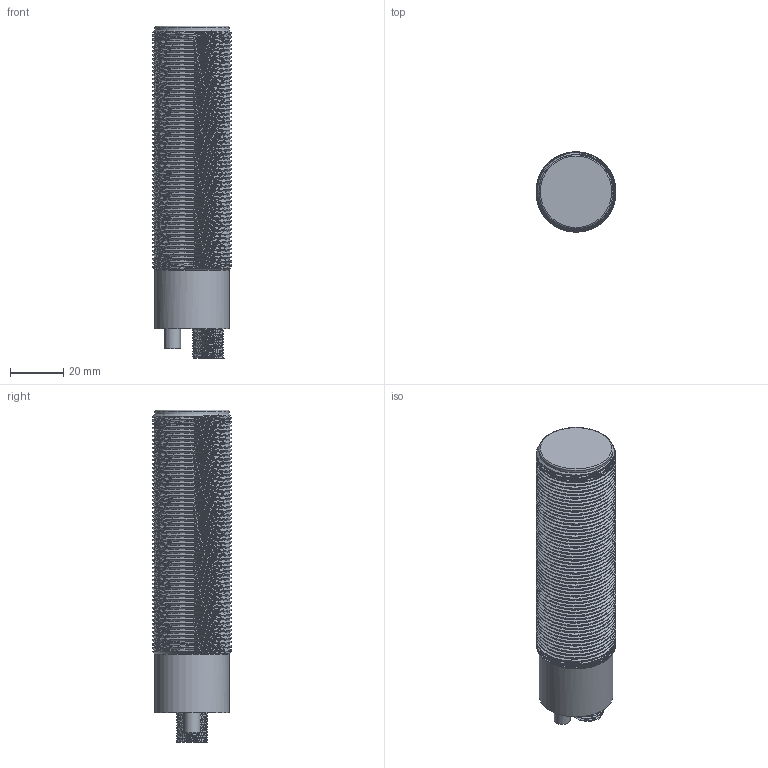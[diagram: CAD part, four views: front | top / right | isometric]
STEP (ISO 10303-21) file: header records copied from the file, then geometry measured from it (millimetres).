
FILE_DESCRIPTION(/* description */ (''),/* implementation_level */ '2;1');
FILE_NAME(/* name */ 'UM30-X.stp',/* time_stamp */ '2022-04-19T10:30:56+08:00',/* author */ (''),/* organization */ (''),/* preprocessor_version */ 'ST-DEVELOPER v16',/* originating_system */ 'SIEMENS PLM Software NX 10.0',/* authorisation */ '');
FILE_SCHEMA (('CONFIG_CONTROL_DESIGN'));
Length unit declared in the file: millimetre
Products named in the file (1): UM30-X
Bounding box: 30 x 30 x 124.5 mm (x, y, z)
Volume: 65932 mm3; surface area: 16394.3 mm2
Topology: 1 solids, 1 shells, 21 faces, 49 edges, 32 vertices
Faces by surface type: cylinder 7, bspline 5, plane 5, cone 3, torus 1
Full cylindrical faces by diameter (mm): 6 x1, 27.8 x2
Entity records: 10596 total; most frequent: CARTESIAN_POINT 10141, ORIENTED_EDGE 74, DIRECTION 63, EDGE_CURVE 37, AXIS2_PLACEMENT_3D 30, EDGE_LOOP 28, VERTEX_POINT 27, B_SPLINE_CURVE_WITH_KNOTS 20
